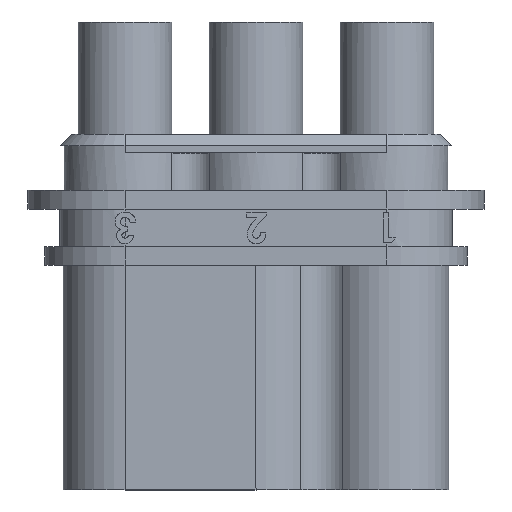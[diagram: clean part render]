
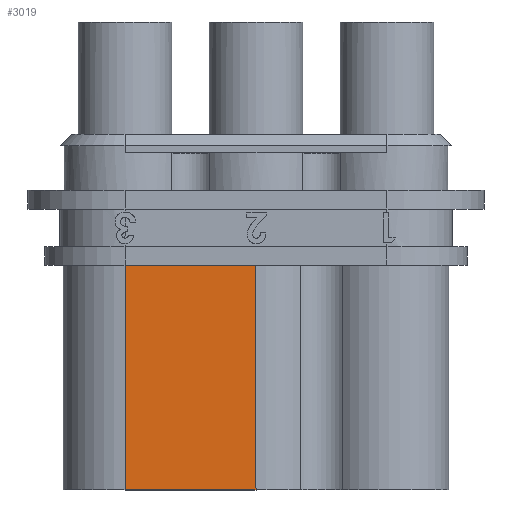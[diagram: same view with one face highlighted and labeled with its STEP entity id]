
A CAD part, top view. The second image highlights one B-rep face of the part: STEP entity #3019.
In plain terms, the highlighted planar face has unit normal (0, 0, 1).
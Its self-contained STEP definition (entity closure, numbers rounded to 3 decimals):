
#227=PLANE('',#3375);
#339=FACE_OUTER_BOUND('',#525,.T.);
#525=EDGE_LOOP('',(#2280,#2281,#2282,#2283));
#720=LINE('',#4572,#972);
#723=LINE('',#4593,#975);
#724=LINE('',#4596,#976);
#725=LINE('',#4597,#977);
#972=VECTOR('',#3836,1.);
#975=VECTOR('',#3857,1.);
#976=VECTOR('',#3860,1.);
#977=VECTOR('',#3861,1.);
#1370=VERTEX_POINT('',#4569);
#1371=VERTEX_POINT('',#4571);
#1380=VERTEX_POINT('',#4591);
#1381=VERTEX_POINT('',#4595);
#1706=EDGE_CURVE('',#1371,#1370,#720,.T.);
#1717=EDGE_CURVE('',#1380,#1370,#723,.T.);
#1718=EDGE_CURVE('',#1381,#1380,#724,.T.);
#1719=EDGE_CURVE('',#1371,#1381,#725,.T.);
#2280=ORIENTED_EDGE('',*,*,#1706,.T.);
#2281=ORIENTED_EDGE('',*,*,#1717,.F.);
#2282=ORIENTED_EDGE('',*,*,#1718,.F.);
#2283=ORIENTED_EDGE('',*,*,#1719,.F.);
#3019=ADVANCED_FACE('',(#339),#227,.F.);
#3375=AXIS2_PLACEMENT_3D('',#4594,#3858,#3859);
#3836=DIRECTION('',(1.,0.,0.));
#3857=DIRECTION('',(0.,-1.,0.));
#3858=DIRECTION('center_axis',(0.,0.,-1.));
#3859=DIRECTION('ref_axis',(1.,0.,0.));
#3860=DIRECTION('',(1.,0.,0.));
#3861=DIRECTION('',(0.,1.,0.));
#4569=CARTESIAN_POINT('',(-0.009,-11.698,1.65));
#4571=CARTESIAN_POINT('',(-3.509,-11.698,1.65));
#4572=CARTESIAN_POINT('',(-3.509,-11.698,1.65));
#4591=CARTESIAN_POINT('',(-0.009,-5.699,1.65));
#4593=CARTESIAN_POINT('',(-0.009,-5.699,1.65));
#4594=CARTESIAN_POINT('Origin',(-3.509,-11.698,1.65));
#4595=CARTESIAN_POINT('',(-3.509,-5.699,1.65));
#4596=CARTESIAN_POINT('',(-3.509,-5.699,1.65));
#4597=CARTESIAN_POINT('',(-3.509,-11.698,1.65));
